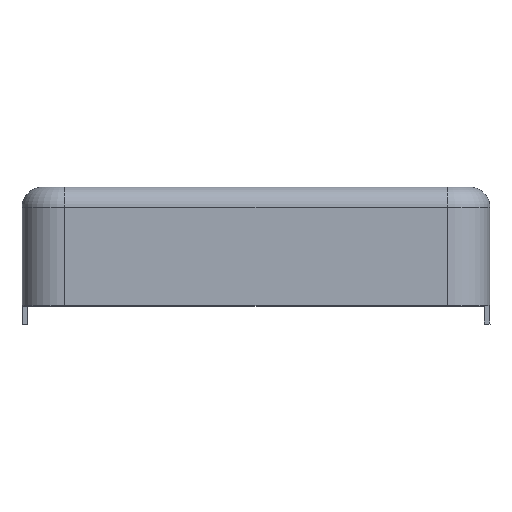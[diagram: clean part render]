
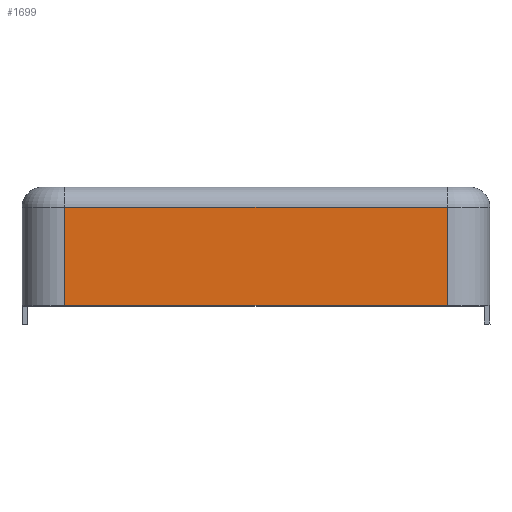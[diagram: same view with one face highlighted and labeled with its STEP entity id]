
A CAD part, top view. The second image highlights one B-rep face of the part: STEP entity #1699.
In plain terms, the highlighted planar face has unit normal (0, 0, 1).
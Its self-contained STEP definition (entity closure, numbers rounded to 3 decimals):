
#31 = VERTEX_POINT ( 'NONE', #1616 ) ;
#120 = VECTOR ( 'NONE', #1249, 1000. ) ;
#170 = CARTESIAN_POINT ( 'NONE',  ( -10.35, 0., 14.65 ) ) ;
#204 = VERTEX_POINT ( 'NONE', #2498 ) ;
#247 = LINE ( 'NONE', #2500, #2381 ) ;
#381 = LINE ( 'NONE', #2501, #2083 ) ;
#391 = EDGE_CURVE ( 'NONE', #433, #853, #247, .T. ) ;
#433 = VERTEX_POINT ( 'NONE', #2057 ) ;
#635 = DIRECTION ( 'NONE',  ( 1., 0., 0. ) ) ;
#797 = DIRECTION ( 'NONE',  ( 0., -1., 0. ) ) ;
#853 = VERTEX_POINT ( 'NONE', #2136 ) ;
#1118 = LINE ( 'NONE', #1274, #2213 ) ;
#1223 = LINE ( 'NONE', #1719, #120 ) ;
#1249 = DIRECTION ( 'NONE',  ( 1., 0., 0. ) ) ;
#1274 = CARTESIAN_POINT ( 'NONE',  ( -10.35, -1.1, 14.65 ) ) ;
#1457 = AXIS2_PLACEMENT_3D ( 'NONE', #170, #2786, #797 ) ;
#1472 = PLANE ( 'NONE',  #1457 ) ;
#1527 = EDGE_CURVE ( 'NONE', #204, #31, #381, .T. ) ;
#1616 = CARTESIAN_POINT ( 'NONE',  ( -10.35, -6.4, 14.65 ) ) ;
#1622 = DIRECTION ( 'NONE',  ( 0., -1., 0. ) ) ;
#1699 = ADVANCED_FACE ( 'NONE', ( #1777 ), #1472, .T. ) ;
#1719 = CARTESIAN_POINT ( 'NONE',  ( -10.35, -6.4, 14.65 ) ) ;
#1761 = EDGE_CURVE ( 'NONE', #31, #853, #1223, .T. ) ;
#1777 = FACE_OUTER_BOUND ( 'NONE', #2756, .T. ) ;
#1818 = EDGE_CURVE ( 'NONE', #204, #433, #1118, .T. ) ;
#1901 = ORIENTED_EDGE ( 'NONE', *, *, #1527, .T. ) ;
#2057 = CARTESIAN_POINT ( 'NONE',  ( 10.35, -1.1, 14.65 ) ) ;
#2083 = VECTOR ( 'NONE', #2524, 1000. ) ;
#2136 = CARTESIAN_POINT ( 'NONE',  ( 10.35, -6.4, 14.65 ) ) ;
#2144 = ORIENTED_EDGE ( 'NONE', *, *, #1761, .T. ) ;
#2213 = VECTOR ( 'NONE', #635, 1000. ) ;
#2353 = ORIENTED_EDGE ( 'NONE', *, *, #1818, .F. ) ;
#2381 = VECTOR ( 'NONE', #1622, 1000. ) ;
#2442 = ORIENTED_EDGE ( 'NONE', *, *, #391, .F. ) ;
#2498 = CARTESIAN_POINT ( 'NONE',  ( -10.35, -1.1, 14.65 ) ) ;
#2500 = CARTESIAN_POINT ( 'NONE',  ( 10.35, 0., 14.65 ) ) ;
#2501 = CARTESIAN_POINT ( 'NONE',  ( -10.35, 0., 14.65 ) ) ;
#2524 = DIRECTION ( 'NONE',  ( 0., -1., 0. ) ) ;
#2756 = EDGE_LOOP ( 'NONE', ( #2144, #2442, #2353, #1901 ) ) ;
#2786 = DIRECTION ( 'NONE',  ( 0., 0., 1. ) ) ;
